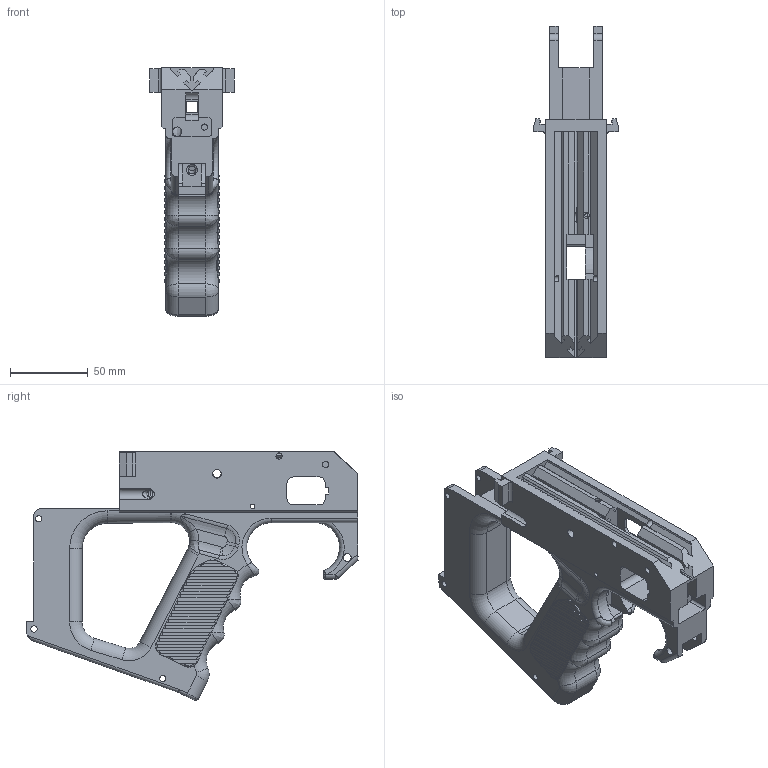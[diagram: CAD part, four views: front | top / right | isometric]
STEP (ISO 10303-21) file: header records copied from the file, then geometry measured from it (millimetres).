
FILE_DESCRIPTION(('HOOPS Exchange Step'),'2;1');
FILE_NAME('temp_export','2026-02-06T13:41:14-06:00',('mobile'),('Shapr3D Limited'),'HOOPS Exchange 2025.9','Shapr3D','Authorized');
FILE_SCHEMA( ('AP242_MANAGED_MODEL_BASED_3D_ENGINEERING_MIM_LF {1 0 10303 442 1 1 4}') );
Length unit declared in the file: millimetre
Products named in the file (3): Grip; Back; root
Assembly tree (2 placements, depth 3):
  root
    Back
      Grip
Bounding box: 54.73 x 214.03 x 160.31 mm (x, y, z)
Volume: 418077.5 mm3; surface area: 95140.6 mm2
Topology: 1 solids, 1 shells, 565 faces, 1641 edges, 1060 vertices
Faces by surface type: plane 336, cylinder 136, torus 52, bspline 38, sphere 2, cone 1
Full cylindrical faces by diameter (mm): 2 x1, 2.9 x2, 4 x11, 4.8 x1, 5 x3, 5.56 x1, 6 x2, 6.15 x1, 9.6 x1
Entity records: 35688 total; most frequent: CARTESIAN_POINT 21270, ORIENTED_EDGE 3266, DIRECTION 2733, EDGE_CURVE 1633, VERTEX_POINT 1060, VECTOR 929, LINE 929, AXIS2_PLACEMENT_3D 902
